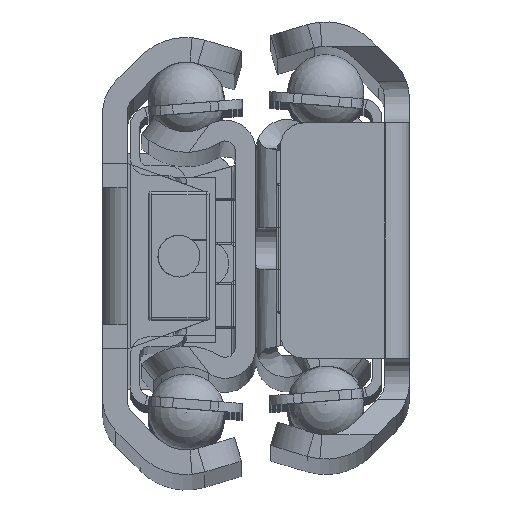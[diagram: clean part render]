
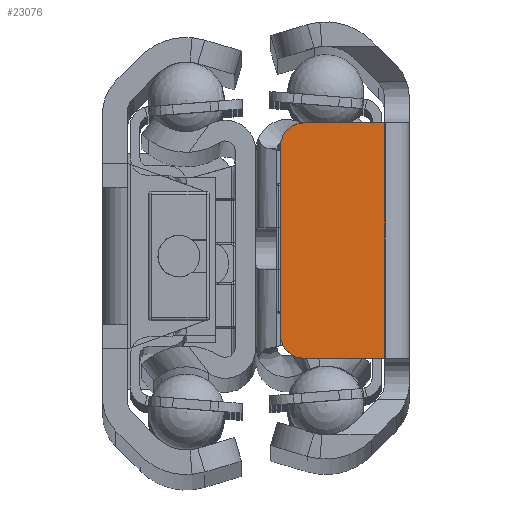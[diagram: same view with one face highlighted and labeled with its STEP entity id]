
A CAD part, top view. The second image highlights one B-rep face of the part: STEP entity #23076.
In plain terms, the highlighted planar face has unit normal (0, 0, 1).
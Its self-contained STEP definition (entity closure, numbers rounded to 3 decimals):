
#774=CIRCLE('',#24519,1.5);
#775=CIRCLE('',#24520,1.5);
#2320=FACE_OUTER_BOUND('',#3568,.T.);
#3568=EDGE_LOOP('',(#15568,#15569,#15570,#15571,#15572,#15573));
#4898=LINE('',#34047,#7253);
#4901=LINE('',#34072,#7256);
#4904=LINE('',#34078,#7259);
#4905=LINE('',#34082,#7260);
#7253=VECTOR('',#27013,10.);
#7256=VECTOR('',#27024,10.);
#7259=VECTOR('',#27029,10.);
#7260=VECTOR('',#27032,10.);
#9610=VERTEX_POINT('',#34044);
#9611=VERTEX_POINT('',#34046);
#9615=VERTEX_POINT('',#34071);
#9617=VERTEX_POINT('',#34077);
#9618=VERTEX_POINT('',#34079);
#9619=VERTEX_POINT('',#34081);
#11893=EDGE_CURVE('',#9610,#9611,#4898,.T.);
#11900=EDGE_CURVE('',#9615,#9611,#4901,.T.);
#11903=EDGE_CURVE('',#9610,#9617,#4904,.T.);
#11904=EDGE_CURVE('',#9618,#9617,#774,.T.);
#11905=EDGE_CURVE('',#9618,#9619,#4905,.T.);
#11906=EDGE_CURVE('',#9615,#9619,#775,.T.);
#15568=ORIENTED_EDGE('',*,*,#11893,.F.);
#15569=ORIENTED_EDGE('',*,*,#11903,.T.);
#15570=ORIENTED_EDGE('',*,*,#11904,.F.);
#15571=ORIENTED_EDGE('',*,*,#11905,.T.);
#15572=ORIENTED_EDGE('',*,*,#11906,.F.);
#15573=ORIENTED_EDGE('',*,*,#11900,.T.);
#22436=PLANE('',#24518);
#23076=ADVANCED_FACE('',(#2320),#22436,.T.);
#24518=AXIS2_PLACEMENT_3D('',#34076,#27027,#27028);
#24519=AXIS2_PLACEMENT_3D('',#34080,#27030,#27031);
#24520=AXIS2_PLACEMENT_3D('',#34083,#27033,#27034);
#27013=DIRECTION('',(-1.,0.,0.));
#27024=DIRECTION('',(0.,-1.,0.));
#27027=DIRECTION('center_axis',(0.,0.,1.));
#27028=DIRECTION('ref_axis',(1.,0.,0.));
#27029=DIRECTION('',(0.,1.,0.));
#27030=DIRECTION('center_axis',(0.,0.,-1.));
#27031=DIRECTION('ref_axis',(0.707,0.707,0.));
#27032=DIRECTION('',(-1.,0.,0.));
#27033=DIRECTION('center_axis',(0.,0.,-1.));
#27034=DIRECTION('ref_axis',(-0.707,0.707,0.));
#34044=CARTESIAN_POINT('',(7.3,-3.68,275.));
#34046=CARTESIAN_POINT('',(-7.3,-3.68,275.));
#34047=CARTESIAN_POINT('',(4.433,-3.68,275.));
#34071=CARTESIAN_POINT('',(-7.3,1.32,275.));
#34072=CARTESIAN_POINT('',(-7.3,-3.846,275.));
#34076=CARTESIAN_POINT('Origin',(0.,-2.512,
275.));
#34077=CARTESIAN_POINT('',(7.3,1.32,275.));
#34078=CARTESIAN_POINT('',(7.3,-3.846,275.));
#34079=CARTESIAN_POINT('',(5.8,2.82,275.));
#34080=CARTESIAN_POINT('Origin',(5.8,1.32,275.));
#34081=CARTESIAN_POINT('',(-5.8,2.82,275.));
#34082=CARTESIAN_POINT('',(7.3,2.82,275.));
#34083=CARTESIAN_POINT('Origin',(-5.8,1.32,275.));
